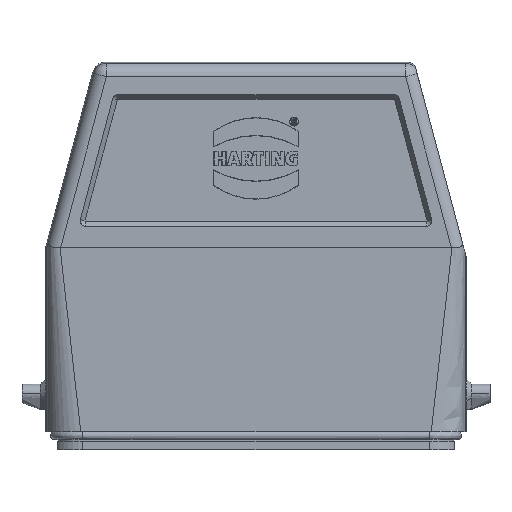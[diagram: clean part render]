
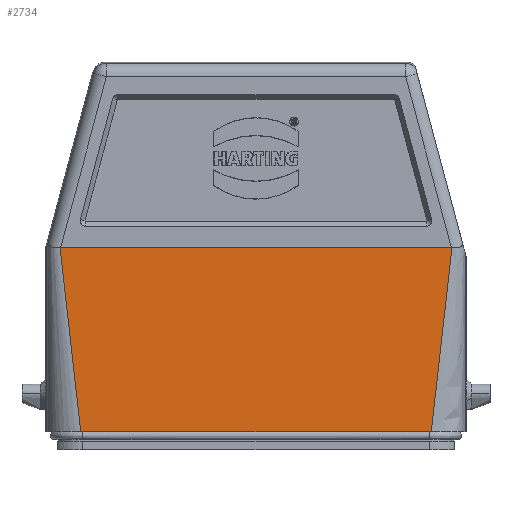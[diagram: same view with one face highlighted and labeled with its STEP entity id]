
A CAD part, front view. The second image highlights one B-rep face of the part: STEP entity #2734.
In plain terms, the highlighted planar face has unit normal (0, -1, 0).
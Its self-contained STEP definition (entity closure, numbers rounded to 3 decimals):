
#2473=(
BOUNDED_CURVE()
B_SPLINE_CURVE(3,(#17192,#17193,#17194,#17195,#17196,#17197,#17198,#17199,
#17200,#17201,#17202,#17203,#17204,#17205,#17206,#17207),.UNSPECIFIED.,
 .F.,.F.)
B_SPLINE_CURVE_WITH_KNOTS((4,3,3,3,3,4),(0.,0.524,0.552,
0.828,0.856,1.),.UNSPECIFIED.)
CURVE()
GEOMETRIC_REPRESENTATION_ITEM()
RATIONAL_B_SPLINE_CURVE((1.,1.,1.,1.,1.,1.,1.,1.,1.,1.,1.,1.,1.,1.,1.,1.))
REPRESENTATION_ITEM('')
);
#2480=(
BOUNDED_CURVE()
B_SPLINE_CURVE(3,(#18223,#18224,#18225,#18226,#18227,#18228,#18229,#18230,
#18231,#18232,#18233,#18234,#18235,#18236,#18237,#18238),.UNSPECIFIED.,
 .F.,.F.)
B_SPLINE_CURVE_WITH_KNOTS((4,3,3,3,3,4),(0.,0.144,0.172,
0.448,0.476,1.),.UNSPECIFIED.)
CURVE()
GEOMETRIC_REPRESENTATION_ITEM()
RATIONAL_B_SPLINE_CURVE((1.,1.,1.,1.,1.,1.,1.,1.,1.,1.,1.,1.,1.,1.,1.,1.))
REPRESENTATION_ITEM('')
);
#2734=ADVANCED_FACE('',(#3375),#3072,.T.);
#3072=PLANE('',#12887);
#3375=FACE_OUTER_BOUND('',#3759,.T.);
#3759=EDGE_LOOP('',(#4741,#4742,#4743,#4744));
#4741=ORIENTED_EDGE('',*,*,#6896,.T.);
#4742=ORIENTED_EDGE('',*,*,#7195,.F.);
#4743=ORIENTED_EDGE('',*,*,#7217,.T.);
#4744=ORIENTED_EDGE('',*,*,#6815,.T.);
#6140=VERTEX_POINT('',#16958);
#6141=VERTEX_POINT('',#16960);
#6210=VERTEX_POINT('',#17191);
#6455=VERTEX_POINT('',#18100);
#6815=EDGE_CURVE('',#6141,#6140,#9678,.T.);
#6896=EDGE_CURVE('',#6140,#6210,#2473,.T.);
#7195=EDGE_CURVE('',#6455,#6210,#9935,.T.);
#7217=EDGE_CURVE('',#6455,#6141,#2480,.T.);
#9678=LINE('',#16959,#10537);
#9935=LINE('',#18101,#10794);
#10537=VECTOR('',#13437,1.);
#10794=VECTOR('',#14006,1.);
#12887=AXIS2_PLACEMENT_3D('',#18287,#14042,#14043);
#13437=DIRECTION('',(1.,0.,0.));
#14006=DIRECTION('',(1.,0.,0.));
#14042=DIRECTION('',(0.,-1.,0.));
#14043=DIRECTION('',(0.,0.,-1.));
#16958=CARTESIAN_POINT('',(33.295,-15.3,-14.15));
#16959=CARTESIAN_POINT('',(39.95,-15.3,-14.15));
#16960=CARTESIAN_POINT('',(-33.295,-15.3,-14.15));
#17191=CARTESIAN_POINT('',(37.23,-15.3,20.85));
#17192=CARTESIAN_POINT('',(25.426,-15.3,-84.15));
#17193=CARTESIAN_POINT('',(27.918,-15.3,-61.982));
#17194=CARTESIAN_POINT('',(30.41,-15.3,-39.814));
#17195=CARTESIAN_POINT('',(32.902,-15.3,-17.646));
#17196=CARTESIAN_POINT('',(33.033,-15.3,-16.481));
#17197=CARTESIAN_POINT('',(33.164,-15.3,-15.315));
#17198=CARTESIAN_POINT('',(33.295,-15.3,-14.15));
#17199=CARTESIAN_POINT('',(34.606,-15.3,-2.495));
#17200=CARTESIAN_POINT('',(35.916,-15.3,9.16));
#17201=CARTESIAN_POINT('',(37.226,-15.3,20.815));
#17202=CARTESIAN_POINT('',(37.359,-15.3,21.992));
#17203=CARTESIAN_POINT('',(37.491,-15.3,23.169));
#17204=CARTESIAN_POINT('',(37.623,-15.3,24.346));
#17205=CARTESIAN_POINT('',(38.31,-15.3,30.454));
#17206=CARTESIAN_POINT('',(38.996,-15.3,36.561));
#17207=CARTESIAN_POINT('',(39.683,-15.3,42.668));
#18100=CARTESIAN_POINT('',(-37.23,-15.3,20.85));
#18101=CARTESIAN_POINT('',(0.,-15.3,20.85));
#18223=CARTESIAN_POINT('',(-39.683,-15.3,42.668));
#18224=CARTESIAN_POINT('',(-38.996,-15.3,36.561));
#18225=CARTESIAN_POINT('',(-38.31,-15.3,30.454));
#18226=CARTESIAN_POINT('',(-37.623,-15.3,24.346));
#18227=CARTESIAN_POINT('',(-37.491,-15.3,23.169));
#18228=CARTESIAN_POINT('',(-37.359,-15.3,21.992));
#18229=CARTESIAN_POINT('',(-37.226,-15.3,20.815));
#18230=CARTESIAN_POINT('',(-35.916,-15.3,9.16));
#18231=CARTESIAN_POINT('',(-34.606,-15.3,-2.495));
#18232=CARTESIAN_POINT('',(-33.295,-15.3,-14.15));
#18233=CARTESIAN_POINT('',(-33.164,-15.3,-15.315));
#18234=CARTESIAN_POINT('',(-33.033,-15.3,-16.481));
#18235=CARTESIAN_POINT('',(-32.902,-15.3,-17.646));
#18236=CARTESIAN_POINT('',(-30.41,-15.3,-39.814));
#18237=CARTESIAN_POINT('',(-27.918,-15.3,-61.982));
#18238=CARTESIAN_POINT('',(-25.426,-15.3,-84.15));
#18287=CARTESIAN_POINT('',(0.,-15.3,0.));
